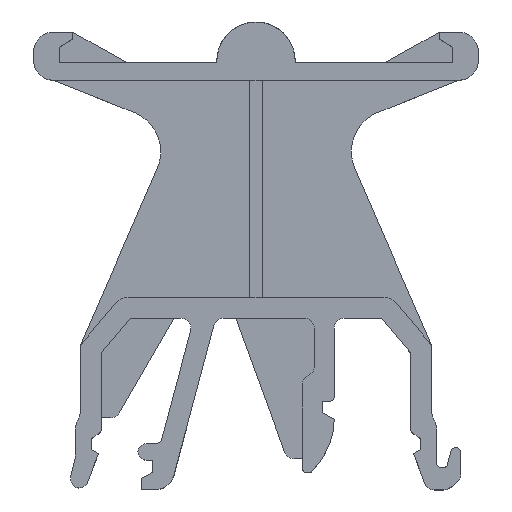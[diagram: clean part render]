
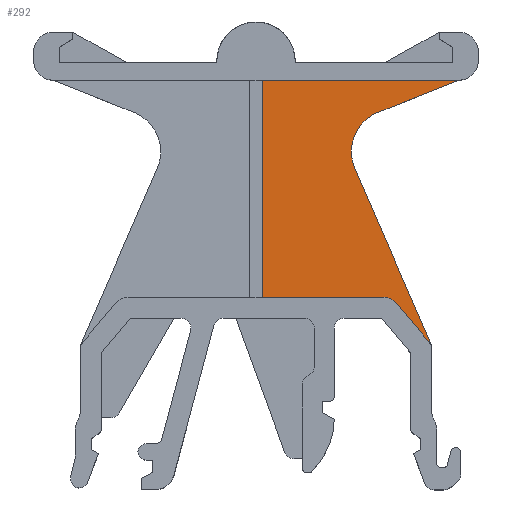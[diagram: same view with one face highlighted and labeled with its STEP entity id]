
A CAD part, top view. The second image highlights one B-rep face of the part: STEP entity #292.
In plain terms, the highlighted planar face has unit normal (0, 0, 1).
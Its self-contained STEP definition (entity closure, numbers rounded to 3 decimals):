
#107 = VECTOR ( 'NONE', #255, 1000. ) ;
#147 = CIRCLE ( 'NONE', #2908, 4.219 ) ;
#181 = PLANE ( 'NONE',  #2812 ) ;
#191 = ORIENTED_EDGE ( 'NONE', *, *, #753, .T. ) ;
#255 = DIRECTION ( 'NONE',  ( 0.399, -0.917, 0. ) ) ;
#292 = ADVANCED_FACE ( 'NONE', ( #3853 ), #181, .F. ) ;
#368 = EDGE_CURVE ( 'NONE', #1271, #3279, #4081, .T. ) ;
#403 = EDGE_CURVE ( 'NONE', #2386, #1940, #1788, .T. ) ;
#439 = VECTOR ( 'NONE', #2787, 1000. ) ;
#485 = CARTESIAN_POINT ( 'NONE',  ( 9.848, -8.8, 6.5 ) ) ;
#572 = CARTESIAN_POINT ( 'NONE',  ( -20.15, -21.6, 6.5 ) ) ;
#601 = VERTEX_POINT ( 'NONE', #485 ) ;
#642 = EDGE_CURVE ( 'NONE', #1409, #818, #1376, .T. ) ;
#683 = ORIENTED_EDGE ( 'NONE', *, *, #642, .F. ) ;
#688 = DIRECTION ( 'NONE',  ( 0., 0., -1. ) ) ;
#705 = DIRECTION ( 'NONE',  ( 0., -1., 0. ) ) ;
#723 = DIRECTION ( 'NONE',  ( -1., 0., 0. ) ) ;
#753 = EDGE_CURVE ( 'NONE', #3279, #1051, #3384, .T. ) ;
#818 = VERTEX_POINT ( 'NONE', #1757 ) ;
#848 = ORIENTED_EDGE ( 'NONE', *, *, #403, .T. ) ;
#948 = DIRECTION ( 'NONE',  ( 0., 0., -1. ) ) ;
#1051 = VERTEX_POINT ( 'NONE', #2261 ) ;
#1057 = EDGE_CURVE ( 'NONE', #1271, #1940, #1905, .T. ) ;
#1100 = DIRECTION ( 'NONE',  ( 0., 0., 1. ) ) ;
#1170 = LINE ( 'NONE', #1355, #107 ) ;
#1271 = VERTEX_POINT ( 'NONE', #4601 ) ;
#1355 = CARTESIAN_POINT ( 'NONE',  ( 15.413, -21.6, 6.5 ) ) ;
#1376 = LINE ( 'NONE', #2297, #4428 ) ;
#1409 = VERTEX_POINT ( 'NONE', #2924 ) ;
#1571 = ORIENTED_EDGE ( 'NONE', *, *, #1057, .F. ) ;
#1733 = DIRECTION ( 'NONE',  ( -1., 0., 0. ) ) ;
#1757 = CARTESIAN_POINT ( 'NONE',  ( 12.15, -3.2, 6.5 ) ) ;
#1772 = LINE ( 'NONE', #3048, #2826 ) ;
#1788 = LINE ( 'NONE', #1814, #3849 ) ;
#1814 = CARTESIAN_POINT ( 'NONE',  ( 0.6, -21.6, 6.5 ) ) ;
#1905 = LINE ( 'NONE', #4568, #3255 ) ;
#1940 = VERTEX_POINT ( 'NONE', #2998 ) ;
#1997 = EDGE_LOOP ( 'NONE', ( #4006, #683, #4648, #848, #1571, #4285, #191, #2340 ) ) ;
#2261 = CARTESIAN_POINT ( 'NONE',  ( 17.5, -26.4, 6.5 ) ) ;
#2297 = CARTESIAN_POINT ( 'NONE',  ( 20.15, 0., 6.5 ) ) ;
#2340 = ORIENTED_EDGE ( 'NONE', *, *, #4047, .F. ) ;
#2353 = EDGE_CURVE ( 'NONE', #1409, #2386, #1772, .T. ) ;
#2386 = VERTEX_POINT ( 'NONE', #4166 ) ;
#2687 = DIRECTION ( 'NONE',  ( -1., 0., 0. ) ) ;
#2770 = CARTESIAN_POINT ( 'NONE',  ( 13.5, -21.6, 6.5 ) ) ;
#2787 = DIRECTION ( 'NONE',  ( 0.64, -0.768, 0. ) ) ;
#2812 = AXIS2_PLACEMENT_3D ( 'NONE', #572, #948, #1733 ) ;
#2826 = VECTOR ( 'NONE', #4147, 1000. ) ;
#2908 = AXIS2_PLACEMENT_3D ( 'NONE', #4452, #1100, #3705 ) ;
#2924 = CARTESIAN_POINT ( 'NONE',  ( 20.15, 0., 6.5 ) ) ;
#2925 = CARTESIAN_POINT ( 'NONE',  ( 12.563, -23.6, 6.5 ) ) ;
#2967 = CARTESIAN_POINT ( 'NONE',  ( 14.1, -22.32, 6.5 ) ) ;
#2998 = CARTESIAN_POINT ( 'NONE',  ( 0.6, -21.6, 6.5 ) ) ;
#3048 = CARTESIAN_POINT ( 'NONE',  ( -20.15, 0., 6.5 ) ) ;
#3255 = VECTOR ( 'NONE', #2687, 1000. ) ;
#3279 = VERTEX_POINT ( 'NONE', #2967 ) ;
#3384 = LINE ( 'NONE', #2770, #439 ) ;
#3705 = DIRECTION ( 'NONE',  ( 1., 0., 0. ) ) ;
#3849 = VECTOR ( 'NONE', #705, 1000. ) ;
#3853 = FACE_OUTER_BOUND ( 'NONE', #1997, .T. ) ;
#4006 = ORIENTED_EDGE ( 'NONE', *, *, #4754, .F. ) ;
#4047 = EDGE_CURVE ( 'NONE', #601, #1051, #1170, .T. ) ;
#4081 = CIRCLE ( 'NONE', #4340, 2. ) ;
#4147 = DIRECTION ( 'NONE',  ( -1., 0., 0. ) ) ;
#4166 = CARTESIAN_POINT ( 'NONE',  ( 0.6, 0., 6.5 ) ) ;
#4201 = DIRECTION ( 'NONE',  ( -0.928, -0.371, 0. ) ) ;
#4285 = ORIENTED_EDGE ( 'NONE', *, *, #368, .T. ) ;
#4340 = AXIS2_PLACEMENT_3D ( 'NONE', #2925, #688, #723 ) ;
#4428 = VECTOR ( 'NONE', #4201, 1000. ) ;
#4452 = CARTESIAN_POINT ( 'NONE',  ( 13.717, -7.118, 6.5 ) ) ;
#4568 = CARTESIAN_POINT ( 'NONE',  ( -20.15, -21.6, 6.5 ) ) ;
#4601 = CARTESIAN_POINT ( 'NONE',  ( 12.563, -21.6, 6.5 ) ) ;
#4648 = ORIENTED_EDGE ( 'NONE', *, *, #2353, .T. ) ;
#4754 = EDGE_CURVE ( 'NONE', #818, #601, #147, .T. ) ;
